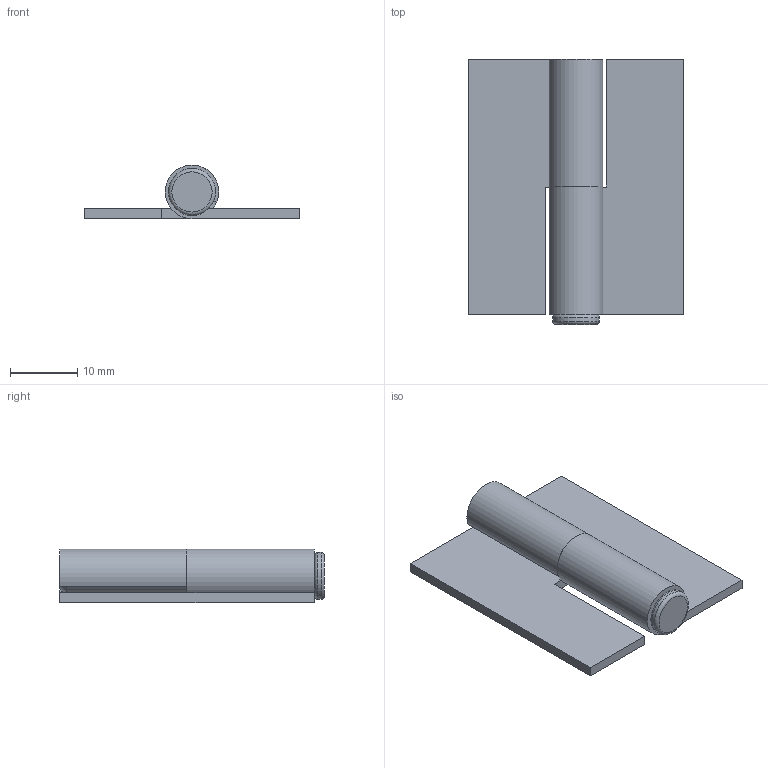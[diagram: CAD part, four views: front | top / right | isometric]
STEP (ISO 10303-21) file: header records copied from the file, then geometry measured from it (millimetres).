
FILE_DESCRIPTION(/* description */ (''),/* implementation_level */ '2;1');
FILE_NAME(/* name */ 'DR_HBSN3832-15.stp',/* time_stamp */ '2023-06-05T14:53:35+09:00',/* author */ ('user'),/* organization */ (''),/* preprocessor_version */ 'ST-DEVELOPER v15.6',/* originating_system */ 'Autodesk Inventor 2015',/* authorisation */ '');
FILE_SCHEMA (('AUTOMOTIVE_DESIGN { 1 0 10303 214 3 1 1 }'));
Length unit declared in the file: millimetre
Products named in the file (3): DR_HBSN3832-15; DR_HBSN3832-15P2
Bounding box: 32 x 39.5 x 7.99 mm (x, y, z)
Volume: 3312.9 mm3; surface area: 4466.4 mm2
Topology: 3 solids, 3 shells, 28 faces, 60 edges, 39 vertices
Faces by surface type: plane 19, cylinder 6, torus 3
Full cylindrical faces by diameter (mm): 5 x1, 7 x1
Entity records: 808 total; most frequent: DIRECTION 136, CARTESIAN_POINT 127, ORIENTED_EDGE 110, EDGE_CURVE 55, AXIS2_PLACEMENT_3D 48, LINE 40, VECTOR 40, VERTEX_POINT 39
